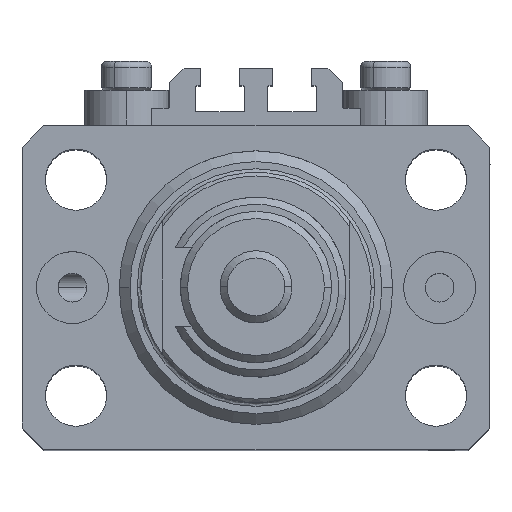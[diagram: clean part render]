
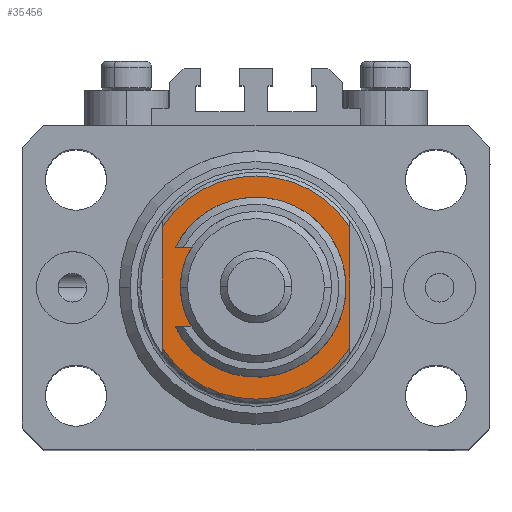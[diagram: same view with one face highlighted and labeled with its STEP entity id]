
A CAD part, top view. The second image highlights one B-rep face of the part: STEP entity #35456.
In plain terms, the highlighted face is planar.
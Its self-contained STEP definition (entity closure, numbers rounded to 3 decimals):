
#498 = VERTEX_POINT ( 'NONE', #25647 ) ;
#1632 = VECTOR ( 'NONE', #17485, 1000. ) ;
#2682 = CARTESIAN_POINT ( 'NONE',  ( 0., 0., -6.5 ) ) ;
#3123 = EDGE_LOOP ( 'NONE', ( #9197, #45713 ) ) ;
#4019 = EDGE_LOOP ( 'NONE', ( #30860, #34122, #38395, #32602 ) ) ;
#4471 = VERTEX_POINT ( 'NONE', #14627 ) ;
#4817 = FACE_OUTER_BOUND ( 'NONE', #4019, .T. ) ;
#5376 = EDGE_CURVE ( 'NONE', #28927, #10653, #17339, .T. ) ;
#5489 = DIRECTION ( 'NONE',  ( -1., 0., 0. ) ) ;
#5744 = DIRECTION ( 'NONE',  ( 0., 0., 1. ) ) ;
#6055 = DIRECTION ( 'NONE',  ( 0., 0., -1. ) ) ;
#8639 = AXIS2_PLACEMENT_3D ( 'NONE', #39498, #39751, #35708 ) ;
#8713 = VECTOR ( 'NONE', #41113, 1000. ) ;
#9197 = ORIENTED_EDGE ( 'NONE', *, *, #46954, .T. ) ;
#9535 = CARTESIAN_POINT ( 'NONE',  ( 0., 0., -6.5 ) ) ;
#10480 = CARTESIAN_POINT ( 'NONE',  ( -13., -43.081, -6.5 ) ) ;
#10653 = VERTEX_POINT ( 'NONE', #14275 ) ;
#13147 = CARTESIAN_POINT ( 'NONE',  ( 0., 0., -6.5 ) ) ;
#13247 = EDGE_CURVE ( 'NONE', #498, #4471, #49171, .T. ) ;
#14275 = CARTESIAN_POINT ( 'NONE',  ( -9.5, 0., -6.5 ) ) ;
#14627 = CARTESIAN_POINT ( 'NONE',  ( -13., -8.441, -6.5 ) ) ;
#16876 = AXIS2_PLACEMENT_3D ( 'NONE', #2682, #17623, #5489 ) ;
#17339 = CIRCLE ( 'NONE', #27914, 9.5 ) ;
#17485 = DIRECTION ( 'NONE',  ( 0., -1., 0. ) ) ;
#17623 = DIRECTION ( 'NONE',  ( 0., 0., -1. ) ) ;
#23145 = CARTESIAN_POINT ( 'NONE',  ( 13., -8.441, -6.5 ) ) ;
#24069 = FACE_BOUND ( 'NONE', #3123, .T. ) ;
#24403 = AXIS2_PLACEMENT_3D ( 'NONE', #37130, #29308, #33355 ) ;
#25647 = CARTESIAN_POINT ( 'NONE',  ( -13., 8.441, -6.5 ) ) ;
#27624 = CIRCLE ( 'NONE', #24403, 9.5 ) ;
#27870 = PLANE ( 'NONE',  #8639 ) ;
#27914 = AXIS2_PLACEMENT_3D ( 'NONE', #9535, #5744, #47990 ) ;
#28203 = CIRCLE ( 'NONE', #16876, 15.5 ) ;
#28927 = VERTEX_POINT ( 'NONE', #47664 ) ;
#29308 = DIRECTION ( 'NONE',  ( 0., 0., 1. ) ) ;
#29632 = VERTEX_POINT ( 'NONE', #35983 ) ;
#30860 = ORIENTED_EDGE ( 'NONE', *, *, #33271, .T. ) ;
#32602 = ORIENTED_EDGE ( 'NONE', *, *, #13247, .F. ) ;
#33271 = EDGE_CURVE ( 'NONE', #498, #29632, #46658, .T. ) ;
#33355 = DIRECTION ( 'NONE',  ( -1., 0., 0. ) ) ;
#34122 = ORIENTED_EDGE ( 'NONE', *, *, #43473, .T. ) ;
#35456 = ADVANCED_FACE ( 'NONE', ( #24069, #4817 ), #27870, .T. ) ;
#35708 = DIRECTION ( 'NONE',  ( -1., 0., 0. ) ) ;
#35983 = CARTESIAN_POINT ( 'NONE',  ( 13., 8.441, -6.5 ) ) ;
#37130 = CARTESIAN_POINT ( 'NONE',  ( 0., 0., -6.5 ) ) ;
#38395 = ORIENTED_EDGE ( 'NONE', *, *, #40080, .T. ) ;
#39498 = CARTESIAN_POINT ( 'NONE',  ( 0., 0., -6.5 ) ) ;
#39751 = DIRECTION ( 'NONE',  ( 0., 0., -1. ) ) ;
#40080 = EDGE_CURVE ( 'NONE', #48466, #4471, #28203, .T. ) ;
#40273 = LINE ( 'NONE', #47351, #1632 ) ;
#41113 = DIRECTION ( 'NONE',  ( 0., -1., 0. ) ) ;
#43473 = EDGE_CURVE ( 'NONE', #29632, #48466, #40273, .T. ) ;
#44510 = DIRECTION ( 'NONE',  ( -1., 0., 0. ) ) ;
#45713 = ORIENTED_EDGE ( 'NONE', *, *, #5376, .T. ) ;
#46658 = CIRCLE ( 'NONE', #49903, 15.5 ) ;
#46954 = EDGE_CURVE ( 'NONE', #10653, #28927, #27624, .T. ) ;
#47351 = CARTESIAN_POINT ( 'NONE',  ( 13., -43.081, -6.5 ) ) ;
#47664 = CARTESIAN_POINT ( 'NONE',  ( 9.5, 0., -6.5 ) ) ;
#47990 = DIRECTION ( 'NONE',  ( -1., 0., 0. ) ) ;
#48466 = VERTEX_POINT ( 'NONE', #23145 ) ;
#49171 = LINE ( 'NONE', #10480, #8713 ) ;
#49903 = AXIS2_PLACEMENT_3D ( 'NONE', #13147, #6055, #44510 ) ;
